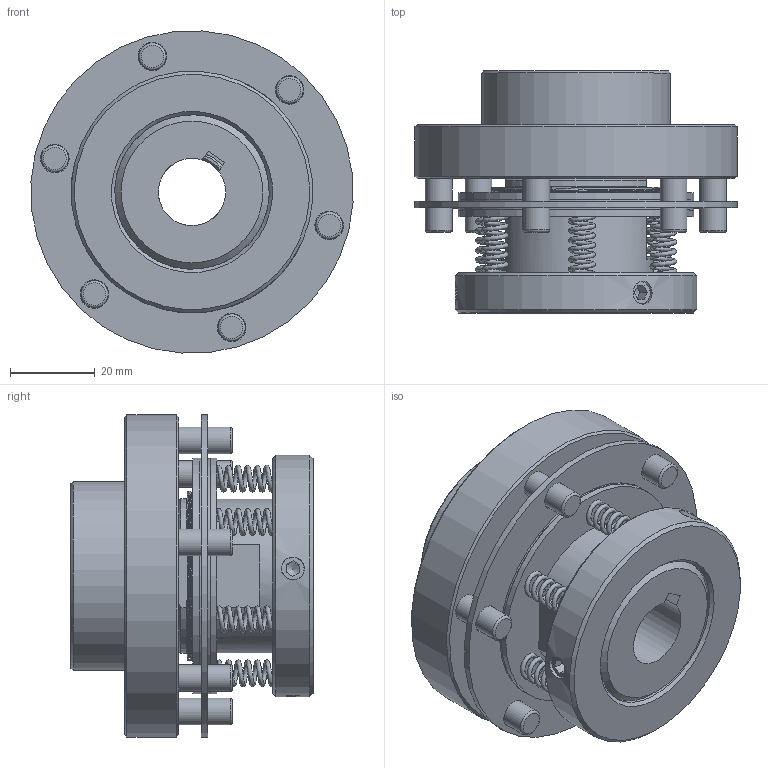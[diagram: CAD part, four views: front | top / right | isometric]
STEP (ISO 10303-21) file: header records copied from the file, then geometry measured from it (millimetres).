
FILE_DESCRIPTION((''),'2;1');
FILE_NAME('PFO48-10.stp','2013-01-31T09:26:26',('TodLob'),(''),'Autodesk Inventor 2011','Autodesk Inventor 2011','');
FILE_SCHEMA(('AUTOMOTIVE_DESIGN { 1 0 10303 214 1 1 1 1 }'));
Length unit declared in the file: inch
Products named in the file (12): PFO48-10; P4812-10; S4817-9F; S4815; S4821; S4813; S4414F; S4822; S4809-12; Pin - Hardened Ground Machine Dowel (Inch) 1/4 x 1; 10-12-16; Type A - Hexagon Socket Set Screw - Cup Point - Inch 1/4-28 UNF x 0.38
Assembly tree (24 placements, depth 2):
  PFO48-10
    P4812-10
    S4817-9F
    S4815  x2
    S4821  x2
    S4813
    S4414F  x6
    S4822
    S4809-12
    Pin - Hardened Ground Machine Dowel (Inch) 1/4 x 1  x6
    10-12-16
    Type A - Hexagon Socket Set Screw - Cup Point - Inch 1/4-28 UNF x 0.38  x2
Bounding box: 76.04 x 57.15 x 76.04 mm (x, y, z)
Volume: 124411.4 mm3; surface area: 60070.9 mm2
Topology: 24 solids, 24 shells, 905 faces, 2155 edges, 1419 vertices
Faces by surface type: plane 684, bspline 106, cylinder 77, cone 22, torus 16
Full cylindrical faces by diameter (mm): 5.41 x2, 6.35 x14, 6.528 x9, 6.731 x6, 15.875 x1, 19.05 x2, 36.5 x2, 36.576 x2, 38.1 x1, 40.005 x1, 44.704 x1, 55.55 x4, 57.074 x1, 76.2 x2
Entity records: 49989 total; most frequent: CARTESIAN_POINT 30441, ORIENTED_EDGE 3960, DIRECTION 3609, EDGE_CURVE 1980, VERTEX_POINT 1347, VECTOR 1307, LINE 1307, AXIS2_PLACEMENT_3D 1151
